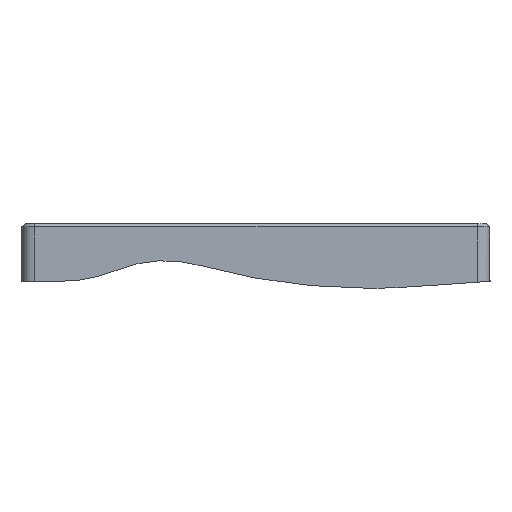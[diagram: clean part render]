
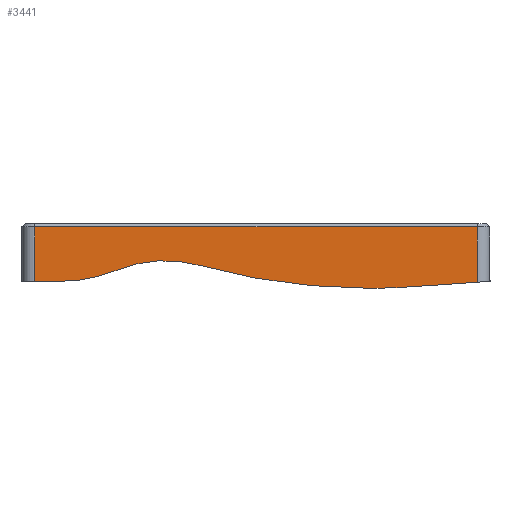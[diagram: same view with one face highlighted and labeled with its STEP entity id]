
A CAD part, left-side view. The second image highlights one B-rep face of the part: STEP entity #3441.
In plain terms, the highlighted planar face has unit normal (-1, 0, 0).
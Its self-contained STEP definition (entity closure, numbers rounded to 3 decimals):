
#90 = VECTOR ( 'NONE', #8026, 1000. ) ;
#295 = CARTESIAN_POINT ( 'NONE',  ( -175.225, 69.625, -7.5 ) ) ;
#336 = DIRECTION ( 'NONE',  ( 0., -1., 0. ) ) ;
#497 = AXIS2_PLACEMENT_3D ( 'NONE', #2492, #8500, #10583 ) ;
#580 = ORIENTED_EDGE ( 'NONE', *, *, #3163, .T. ) ;
#619 = EDGE_CURVE ( 'NONE', #7431, #9813, #5388, .T. ) ;
#678 = CIRCLE ( 'NONE', #5351, 200. ) ;
#709 = DIRECTION ( 'NONE',  ( 0., -1., 0. ) ) ;
#943 = CARTESIAN_POINT ( 'NONE',  ( -175.225, 69.625, -18.104 ) ) ;
#983 = CARTESIAN_POINT ( 'NONE',  ( -175.225, -69.625, -7.5 ) ) ;
#1021 = CIRCLE ( 'NONE', #497, 47.271 ) ;
#1224 = CARTESIAN_POINT ( 'NONE',  ( -175.225, 73.625, -7.5 ) ) ;
#1239 = EDGE_CURVE ( 'NONE', #4850, #6411, #3080, .T. ) ;
#2220 = EDGE_CURVE ( 'NONE', #9813, #2530, #9886, .T. ) ;
#2307 = ORIENTED_EDGE ( 'NONE', *, *, #1239, .T. ) ;
#2361 = DIRECTION ( 'NONE',  ( -1., 0., 0. ) ) ;
#2436 = VECTOR ( 'NONE', #336, 1000. ) ;
#2492 = CARTESIAN_POINT ( 'NONE',  ( -175.225, 61.625, 29.167 ) ) ;
#2525 = CARTESIAN_POINT ( 'NONE',  ( -175.225, -35.402, 179.712 ) ) ;
#2530 = VERTEX_POINT ( 'NONE', #943 ) ;
#2688 = EDGE_CURVE ( 'NONE', #2530, #10725, #4549, .T. ) ;
#2708 = EDGE_CURVE ( 'NONE', #6411, #10136, #8722, .T. ) ;
#2735 = ORIENTED_EDGE ( 'NONE', *, *, #2831, .T. ) ;
#2831 = EDGE_CURVE ( 'NONE', #3012, #7431, #11035, .T. ) ;
#2915 = DIRECTION ( 'NONE',  ( 0., -1., 0. ) ) ;
#3012 = VERTEX_POINT ( 'NONE', #8261 ) ;
#3080 = CIRCLE ( 'NONE', #10805, 40. ) ;
#3163 = EDGE_CURVE ( 'NONE', #10136, #5623, #678, .T. ) ;
#3441 = ADVANCED_FACE ( 'NONE', ( #3928 ), #3874, .T. ) ;
#3519 = DIRECTION ( 'NONE',  ( 0., 1., 0. ) ) ;
#3593 = VECTOR ( 'NONE', #4313, 1000. ) ;
#3595 = CARTESIAN_POINT ( 'NONE',  ( -175.225, -35.402, -20.288 ) ) ;
#3874 = PLANE ( 'NONE',  #6434 ) ;
#3928 = FACE_OUTER_BOUND ( 'NONE', #6582, .T. ) ;
#4020 = DIRECTION ( 'NONE',  ( -1., 0., 0. ) ) ;
#4131 = CARTESIAN_POINT ( 'NONE',  ( -175.225, -35.402, 179.712 ) ) ;
#4272 = ORIENTED_EDGE ( 'NONE', *, *, #8058, .T. ) ;
#4313 = DIRECTION ( 'NONE',  ( 0., -0.998, 0.07 ) ) ;
#4425 = DIRECTION ( 'NONE',  ( 0., 0., 1. ) ) ;
#4481 = ORIENTED_EDGE ( 'NONE', *, *, #619, .T. ) ;
#4541 = VECTOR ( 'NONE', #3519, 1000. ) ;
#4549 = LINE ( 'NONE', #8016, #2436 ) ;
#4850 = VERTEX_POINT ( 'NONE', #9855 ) ;
#5351 = AXIS2_PLACEMENT_3D ( 'NONE', #2525, #2361, #11012 ) ;
#5388 = LINE ( 'NONE', #6946, #4541 ) ;
#5623 = VERTEX_POINT ( 'NONE', #6469 ) ;
#6411 = VERTEX_POINT ( 'NONE', #10282 ) ;
#6434 = AXIS2_PLACEMENT_3D ( 'NONE', #1224, #10779, #2915 ) ;
#6469 = CARTESIAN_POINT ( 'NONE',  ( -175.225, -49.354, -19.801 ) ) ;
#6582 = EDGE_LOOP ( 'NONE', ( #2735, #4481, #10516, #6944, #10229, #2307, #8318, #580, #4272 ) ) ;
#6637 = DIRECTION ( 'NONE',  ( 0., -1., 0. ) ) ;
#6944 = ORIENTED_EDGE ( 'NONE', *, *, #2688, .T. ) ;
#6946 = CARTESIAN_POINT ( 'NONE',  ( -175.225, 73.625, -1. ) ) ;
#7224 = EDGE_CURVE ( 'NONE', #10725, #4850, #1021, .T. ) ;
#7427 = CARTESIAN_POINT ( 'NONE',  ( -175.225, -69.625, -1. ) ) ;
#7431 = VERTEX_POINT ( 'NONE', #7427 ) ;
#8016 = CARTESIAN_POINT ( 'NONE',  ( -175.225, 73.625, -18.104 ) ) ;
#8026 = DIRECTION ( 'NONE',  ( 0., 0., -1. ) ) ;
#8058 = EDGE_CURVE ( 'NONE', #5623, #3012, #8517, .T. ) ;
#8261 = CARTESIAN_POINT ( 'NONE',  ( -175.225, -69.625, -18.384 ) ) ;
#8318 = ORIENTED_EDGE ( 'NONE', *, *, #2708, .T. ) ;
#8500 = DIRECTION ( 'NONE',  ( -1., 0., 0. ) ) ;
#8517 = LINE ( 'NONE', #9374, #3593 ) ;
#8722 = CIRCLE ( 'NONE', #8914, 200. ) ;
#8914 = AXIS2_PLACEMENT_3D ( 'NONE', #4131, #4020, #709 ) ;
#9194 = CARTESIAN_POINT ( 'NONE',  ( -175.225, 28.575, -51.604 ) ) ;
#9374 = CARTESIAN_POINT ( 'NONE',  ( -175.225, 72.17, -28.299 ) ) ;
#9635 = CARTESIAN_POINT ( 'NONE',  ( -175.225, 69.625, -1. ) ) ;
#9813 = VERTEX_POINT ( 'NONE', #9635 ) ;
#9855 = CARTESIAN_POINT ( 'NONE',  ( -175.225, 43.723, -14.583 ) ) ;
#9886 = LINE ( 'NONE', #295, #90 ) ;
#10136 = VERTEX_POINT ( 'NONE', #3595 ) ;
#10140 = DIRECTION ( 'NONE',  ( 1., 0., 0. ) ) ;
#10229 = ORIENTED_EDGE ( 'NONE', *, *, #7224, .T. ) ;
#10282 = CARTESIAN_POINT ( 'NONE',  ( -175.225, 17.912, -13.051 ) ) ;
#10516 = ORIENTED_EDGE ( 'NONE', *, *, #2220, .T. ) ;
#10519 = VECTOR ( 'NONE', #4425, 1000. ) ;
#10583 = DIRECTION ( 'NONE',  ( 0., -1., 0. ) ) ;
#10721 = CARTESIAN_POINT ( 'NONE',  ( -175.225, 61.625, -18.104 ) ) ;
#10725 = VERTEX_POINT ( 'NONE', #10721 ) ;
#10779 = DIRECTION ( 'NONE',  ( -1., 0., 0. ) ) ;
#10805 = AXIS2_PLACEMENT_3D ( 'NONE', #9194, #10140, #6637 ) ;
#11012 = DIRECTION ( 'NONE',  ( 0., -1., 0. ) ) ;
#11035 = LINE ( 'NONE', #983, #10519 ) ;
